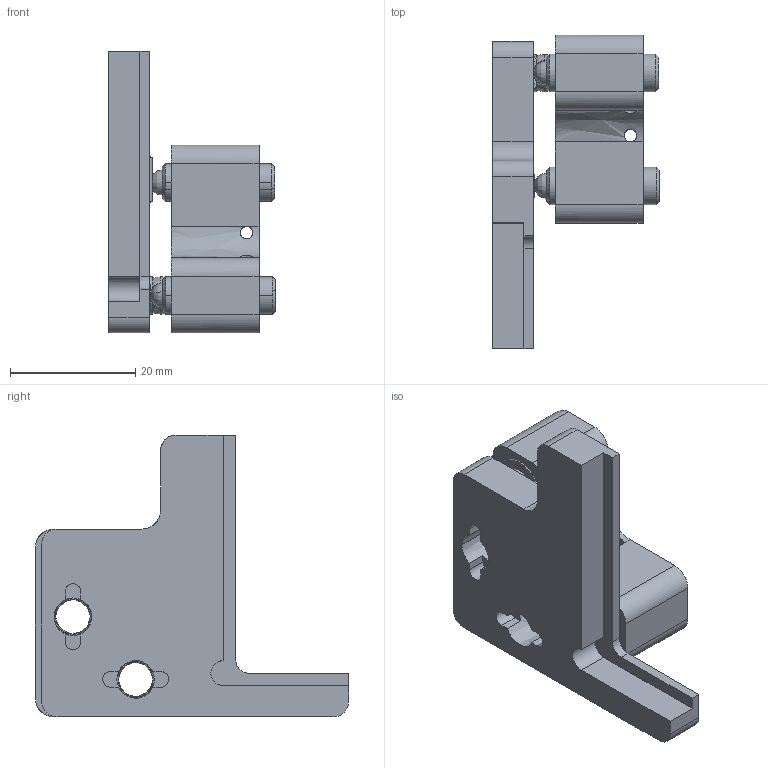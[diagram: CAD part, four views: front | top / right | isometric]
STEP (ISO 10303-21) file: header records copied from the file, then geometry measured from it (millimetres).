
FILE_DESCRIPTION(/* description */ (''),/* implementation_level */ '2;1');
FILE_NAME(/* name */ '01_MMR-А',/* time_stamp */ '2024-08-12T12:15:44+03:00',/* author */ (''),/* organization */ (''),/* preprocessor_version */ 'ST-DEVELOPER v15',/* originating_system */ '',/* authorisation */ '');
FILE_SCHEMA (('AUTOMOTIVE_DESIGN'));
Length unit declared in the file: millimetre
Products named in the file (1): Document
Bounding box: 26.6 x 50 x 45 mm (x, y, z)
Volume: 14173 mm3; surface area: 10834.7 mm2
Topology: 12 solids, 12 shells, 253 faces, 669 edges, 429 vertices
Faces by surface type: bspline 154, plane 99
Entity records: 9499 total; most frequent: CARTESIAN_POINT 5744, ORIENTED_EDGE 1306, EDGE_CURVE 653, VERTEX_POINT 429, EDGE_LOOP 290, ADVANCED_FACE 253, FACE_OUTER_BOUND 253, B_SPLINE_CURVE_WITH_KNOTS 179
